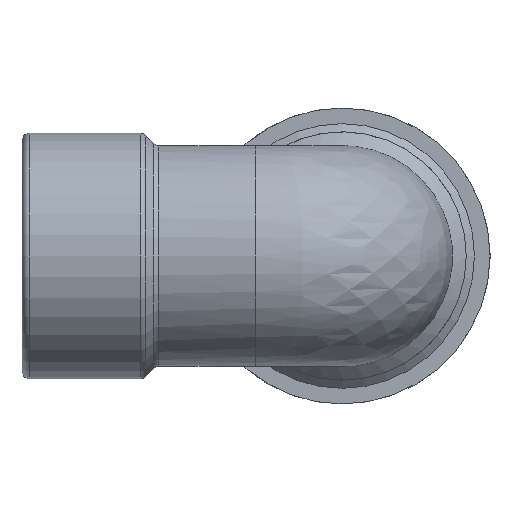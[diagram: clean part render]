
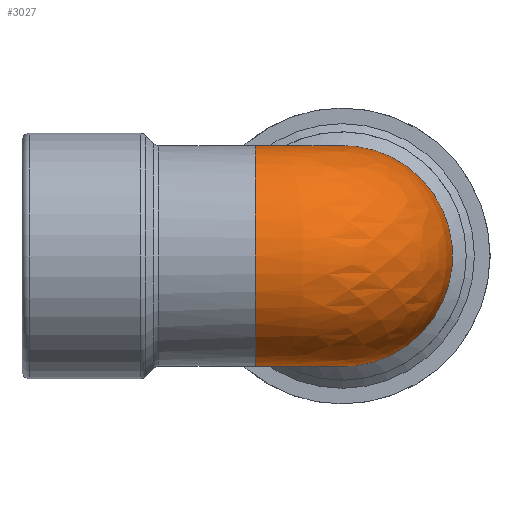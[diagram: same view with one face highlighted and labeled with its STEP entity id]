
A CAD part, left-side view. The second image highlights one B-rep face of the part: STEP entity #3027.
In plain terms, the highlighted free-form (B-spline) face has degree [2, 2] with [9, 3] control points.
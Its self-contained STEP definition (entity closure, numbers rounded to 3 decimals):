
#675=(
BOUNDED_SURFACE()
B_SPLINE_SURFACE(2,2,((#4608,#4609,#4610),(#4611,#4612,#4613),(#4614,#4615,
#4616),(#4617,#4618,#4619),(#4620,#4621,#4622),(#4623,#4624,#4625),(#4626,
#4627,#4628),(#4629,#4630,#4631),(#4632,#4633,#4634)),.UNSPECIFIED.,.F.,
 .F.,.F.)
B_SPLINE_SURFACE_WITH_KNOTS((3,2,2,2,3),(3,3),(-2.473,-1.236,
0.,1.236,2.473),(-3.142,-1.571),
 .UNSPECIFIED.)
GEOMETRIC_REPRESENTATION_ITEM()
RATIONAL_B_SPLINE_SURFACE(((1.,0.707,1.),(0.815,
0.576,0.815),(1.,0.707,1.),(0.815,
0.576,0.815),(1.,0.707,1.),(0.815,
0.576,0.815),(1.,0.707,1.),(0.815,
0.576,0.815),(1.,0.707,1.)))
REPRESENTATION_ITEM('')
SURFACE()
);
#702=FACE_OUTER_BOUND('',#916,.T.);
#916=EDGE_LOOP('',(#2079,#2080));
#1154=CIRCLE('',#3244,22.787);
#1155=CIRCLE('',#3245,22.787);
#1335=VERTEX_POINT('',#4635);
#1336=VERTEX_POINT('',#4636);
#1613=EDGE_CURVE('',#1335,#1336,#1154,.T.);
#1614=EDGE_CURVE('',#1335,#1336,#1155,.T.);
#2079=ORIENTED_EDGE('',*,*,#1613,.T.);
#2080=ORIENTED_EDGE('',*,*,#1614,.F.);
#3027=ADVANCED_FACE('',(#702),#675,.F.);
#3244=AXIS2_PLACEMENT_3D('',#4637,#3642,#3643);
#3245=AXIS2_PLACEMENT_3D('',#4638,#3644,#3645);
#3642=DIRECTION('center_axis',(0.,-1.,0.));
#3643=DIRECTION('ref_axis',(-1.,0.,0.));
#3644=DIRECTION('center_axis',(1.,0.,0.));
#3645=DIRECTION('ref_axis',(0.,0.,-1.));
#4608=CARTESIAN_POINT('Ctrl Pts',(17.88,17.88,-14.126));
#4609=CARTESIAN_POINT('Ctrl Pts',(17.88,17.88,-14.126));
#4610=CARTESIAN_POINT('Ctrl Pts',(17.88,17.88,-14.126));
#4611=CARTESIAN_POINT('Ctrl Pts',(7.833,17.88,-26.843));
#4612=CARTESIAN_POINT('Ctrl Pts',(7.833,7.833,-26.843));
#4613=CARTESIAN_POINT('Ctrl Pts',(17.88,7.833,-26.843));
#4614=CARTESIAN_POINT('Ctrl Pts',(-7.477,17.88,-21.525));
#4615=CARTESIAN_POINT('Ctrl Pts',(-7.477,-7.477,-21.525));
#4616=CARTESIAN_POINT('Ctrl Pts',(17.88,-7.477,-21.525));
#4617=CARTESIAN_POINT('Ctrl Pts',(-22.787,17.88,-16.207));
#4618=CARTESIAN_POINT('Ctrl Pts',(-22.787,-22.787,-16.207));
#4619=CARTESIAN_POINT('Ctrl Pts',(17.88,-22.787,-16.207));
#4620=CARTESIAN_POINT('Ctrl Pts',(-22.787,17.88,0.));
#4621=CARTESIAN_POINT('Ctrl Pts',(-22.787,-22.787,0.));
#4622=CARTESIAN_POINT('Ctrl Pts',(17.88,-22.787,0.));
#4623=CARTESIAN_POINT('Ctrl Pts',(-22.787,17.88,16.207));
#4624=CARTESIAN_POINT('Ctrl Pts',(-22.787,-22.787,16.207));
#4625=CARTESIAN_POINT('Ctrl Pts',(17.88,-22.787,16.207));
#4626=CARTESIAN_POINT('Ctrl Pts',(-7.477,17.88,21.525));
#4627=CARTESIAN_POINT('Ctrl Pts',(-7.477,-7.477,21.525));
#4628=CARTESIAN_POINT('Ctrl Pts',(17.88,-7.477,21.525));
#4629=CARTESIAN_POINT('Ctrl Pts',(7.833,17.88,26.843));
#4630=CARTESIAN_POINT('Ctrl Pts',(7.833,7.833,26.843));
#4631=CARTESIAN_POINT('Ctrl Pts',(17.88,7.833,26.843));
#4632=CARTESIAN_POINT('Ctrl Pts',(17.88,17.88,14.126));
#4633=CARTESIAN_POINT('Ctrl Pts',(17.88,17.88,14.126));
#4634=CARTESIAN_POINT('Ctrl Pts',(17.88,17.88,14.126));
#4635=CARTESIAN_POINT('',(17.88,17.88,14.126));
#4636=CARTESIAN_POINT('',(17.88,17.88,-14.126));
#4637=CARTESIAN_POINT('Origin',(0.,17.88,0.));
#4638=CARTESIAN_POINT('Origin',(17.88,0.,0.));
